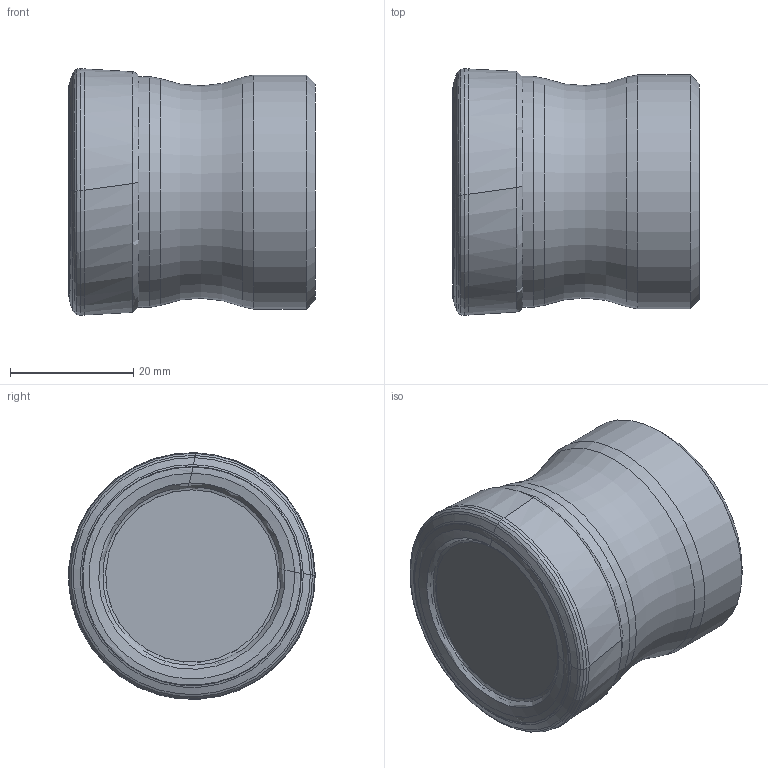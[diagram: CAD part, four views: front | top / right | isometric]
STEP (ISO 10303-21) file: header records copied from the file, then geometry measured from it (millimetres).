
FILE_DESCRIPTION(/* description */ (''),/* implementation_level */ '2;1');
FILE_NAME(/* name */ 'AHFM-LN0303-D040-A16-Z06-H.stp',/* time_stamp */ '2023-10-10T11:37:12+03:00',/* author */ (''),/* organization */ (''),/* preprocessor_version */ 'ST-DEVELOPER v19.4',/* originating_system */ 'SIEMENS PLM Software NX2306.5001',/* authorisation */ '');
FILE_SCHEMA (('AUTOMOTIVE_DESIGN { 1 0 10303 214 3 1 1 1 }'));
Length unit declared in the file: millimetre
Products named in the file (1): AHFM-LN0303-D040-A16-Z06-H-LIGHT_x_t_objects
Bounding box: 40.07 x 40.03 x 40.04 mm (x, y, z)
Volume: 48767.1 mm3; surface area: 10125.5 mm2
Topology: 2 solids, 2 shells, 59 faces, 115 edges, 58 vertices
Faces by surface type: bspline 44, torus 7, revolution 4, cylinder 2, plane 2
Full cylindrical faces by diameter (mm): 37.5 x1, 38 x1
Entity records: 1968 total; most frequent: CARTESIAN_POINT 908, DIRECTION 208, ORIENTED_EDGE 204, EDGE_CURVE 102, AXIS2_PLACEMENT_3D 90, CIRCLE 78, EDGE_LOOP 72, ADVANCED_FACE 59
